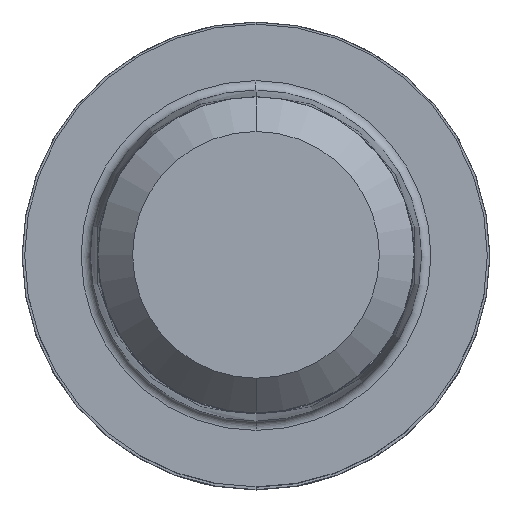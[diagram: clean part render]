
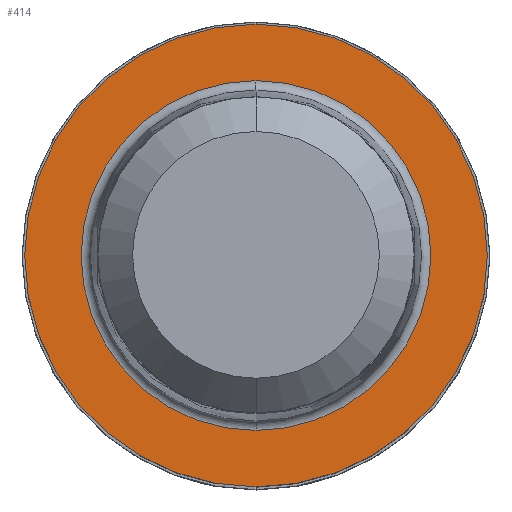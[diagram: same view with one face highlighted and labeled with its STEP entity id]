
A CAD part, top view. The second image highlights one B-rep face of the part: STEP entity #414.
In plain terms, the highlighted planar face has unit normal (0, 0, 1).
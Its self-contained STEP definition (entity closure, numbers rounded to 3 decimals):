
#196=VERTEX_POINT('',#494);
#224=EDGE_CURVE('',#370,#196,#525,.T.);
#252=VERTEX_POINT('',#557);
#258=EDGE_CURVE('',#196,#370,#563,.T.);
#364=VERTEX_POINT('',#685);
#370=VERTEX_POINT('',#693);
#414=ADVANCED_FACE('',(#741,#742),#743,.T.);
#424=EDGE_CURVE('',#364,#252,#754,.T.);
#428=EDGE_CURVE('',#252,#364,#758,.T.);
#494=CARTESIAN_POINT('',(0.,-7.85,0.01));
#525=CIRCLE('',#869,7.85);
#557=CARTESIAN_POINT('',(0.,-5.935,0.01));
#563=CIRCLE('',#920,7.85);
#685=CARTESIAN_POINT('',(0.0,5.935,0.01));
#693=CARTESIAN_POINT('',(0.0,7.85,0.01));
#741=FACE_OUTER_BOUND('',#1140,.T.);
#742=FACE_BOUND('',#1141,.T.);
#743=PLANE('',#1142);
#754=CIRCLE('',#1158,5.935);
#758=CIRCLE('',#1164,5.935);
#869=AXIS2_PLACEMENT_3D('',#1257,#1258,#1259);
#920=AXIS2_PLACEMENT_3D('',#1308,#1309,#1310);
#1140=EDGE_LOOP('',(#1544,#1545));
#1141=EDGE_LOOP('',(#1546,#1547));
#1142=AXIS2_PLACEMENT_3D('',#1548,#1549,#1550);
#1158=AXIS2_PLACEMENT_3D('',#1564,#1565,#1566);
#1164=AXIS2_PLACEMENT_3D('',#1570,#1571,#1572);
#1257=CARTESIAN_POINT('',(0.0,0.0,0.01));
#1258=DIRECTION('',(0.0,0.0,-1.0));
#1259=DIRECTION('',(0.0,1.0,0.0));
#1308=CARTESIAN_POINT('',(0.0,0.0,0.01));
#1309=DIRECTION('',(0.0,0.0,-1.0));
#1310=DIRECTION('',(0.0,1.0,0.0));
#1544=ORIENTED_EDGE('',*,*,#224,.F.);
#1545=ORIENTED_EDGE('',*,*,#258,.F.);
#1546=ORIENTED_EDGE('',*,*,#424,.T.);
#1547=ORIENTED_EDGE('',*,*,#428,.T.);
#1548=CARTESIAN_POINT('',(0.0,3.925,0.01));
#1549=DIRECTION('',(-0.0,0.0,1.0));
#1550=DIRECTION('',(0.0,-1.0,0.0));
#1564=CARTESIAN_POINT('',(0.0,0.0,0.01));
#1565=DIRECTION('',(0.0,0.0,-1.0));
#1566=DIRECTION('',(0.0,1.0,0.0));
#1570=CARTESIAN_POINT('',(0.0,0.0,0.01));
#1571=DIRECTION('',(0.0,0.0,-1.0));
#1572=DIRECTION('',(0.0,1.0,0.0));
